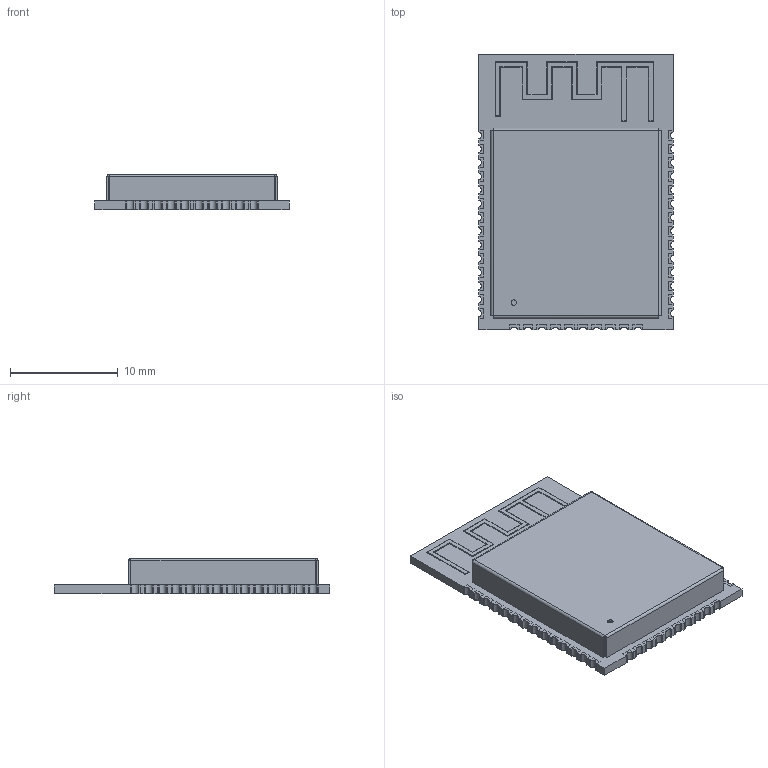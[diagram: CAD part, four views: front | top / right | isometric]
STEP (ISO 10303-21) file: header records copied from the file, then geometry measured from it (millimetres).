
FILE_DESCRIPTION(/* description */ (''),/* implementation_level */ '2;1');
FILE_NAME(/* name */ 'ESP32-WROOM-32E_16MB.step',/* time_stamp */ '2022-09-08T17:15:50+09:00',/* author */ (''),/* organization */ (''),/* preprocessor_version */ 'ST-DEVELOPER v19',/* originating_system */ 'Autodesk Translation Framework v11.7.0.108',/* authorisation */ '');
FILE_SCHEMA (('AUTOMOTIVE_DESIGN { 1 0 10303 214 3 1 1 }'));
Length unit declared in the file: millimetre
Products named in the file (1): ESP32-WROOM-32E_16MB
Bounding box: 18 x 25.5 x 3.25 mm (x, y, z)
Volume: 449 mm3; surface area: 2046.7 mm2
Topology: 49 solids, 49 shells, 857 faces, 2215 edges, 1466 vertices
Faces by surface type: plane 698, cylinder 151, bspline 8
Full cylindrical faces by diameter (mm): 0.5 x1
Entity records: 26221 total; most frequent: CARTESIAN_POINT 5035, ORIENTED_EDGE 4430, DIRECTION 4157, EDGE_CURVE 2215, LINE 1941, VECTOR 1941, VERTEX_POINT 1466, AXIS2_PLACEMENT_3D 1108
